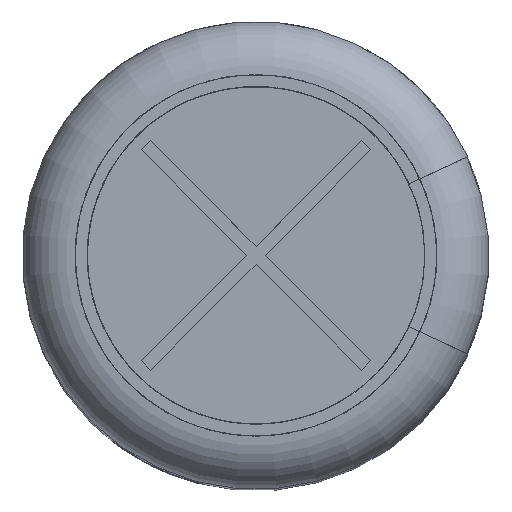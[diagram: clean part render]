
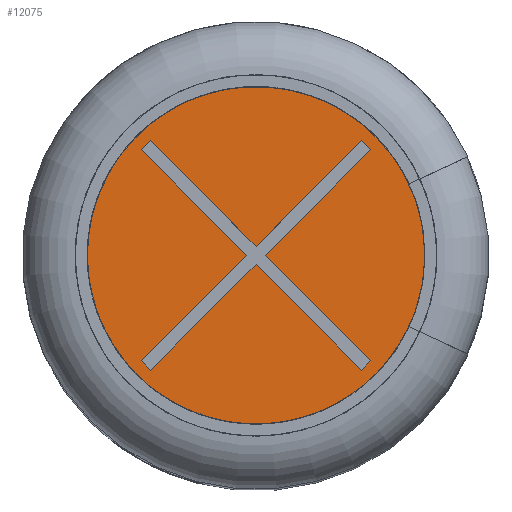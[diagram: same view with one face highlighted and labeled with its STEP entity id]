
A CAD part, top view. The second image highlights one B-rep face of the part: STEP entity #12075.
In plain terms, the highlighted planar face has unit normal (0, 0, 1).
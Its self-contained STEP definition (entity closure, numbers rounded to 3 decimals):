
#424=LINE('',#15784,#1106);
#427=LINE('',#15790,#1109);
#429=LINE('',#15794,#1111);
#431=LINE('',#15798,#1113);
#433=LINE('',#15802,#1115);
#435=LINE('',#15806,#1117);
#437=LINE('',#15810,#1119);
#439=LINE('',#15814,#1121);
#441=LINE('',#15818,#1123);
#443=LINE('',#15822,#1125);
#445=LINE('',#15826,#1127);
#447=LINE('',#15830,#1129);
#1106=VECTOR('',#13447,1000.);
#1109=VECTOR('',#13452,1000.);
#1111=VECTOR('',#13456,1000.);
#1113=VECTOR('',#13460,1000.);
#1115=VECTOR('',#13464,1000.);
#1117=VECTOR('',#13468,1000.);
#1119=VECTOR('',#13472,1000.);
#1121=VECTOR('',#13476,1000.);
#1123=VECTOR('',#13480,1000.);
#1125=VECTOR('',#13484,1000.);
#1127=VECTOR('',#13488,1000.);
#1129=VECTOR('',#13492,1000.);
#1795=PLANE('',#12627);
#2188=ORIENTED_EDGE('',*,*,#4691,.F.);
#2189=ORIENTED_EDGE('',*,*,#4672,.F.);
#2190=ORIENTED_EDGE('',*,*,#4649,.F.);
#2191=ORIENTED_EDGE('',*,*,#4652,.F.);
#2192=ORIENTED_EDGE('',*,*,#4654,.F.);
#2193=ORIENTED_EDGE('',*,*,#4656,.F.);
#2194=ORIENTED_EDGE('',*,*,#4658,.F.);
#2195=ORIENTED_EDGE('',*,*,#4660,.F.);
#2196=ORIENTED_EDGE('',*,*,#4662,.F.);
#2197=ORIENTED_EDGE('',*,*,#4664,.F.);
#2198=ORIENTED_EDGE('',*,*,#4666,.F.);
#2199=ORIENTED_EDGE('',*,*,#4668,.F.);
#2200=ORIENTED_EDGE('',*,*,#4670,.F.);
#4649=EDGE_CURVE('',#5916,#5917,#424,.T.);
#4652=EDGE_CURVE('',#5918,#5916,#427,.T.);
#4654=EDGE_CURVE('',#5919,#5918,#429,.T.);
#4656=EDGE_CURVE('',#5920,#5919,#431,.T.);
#4658=EDGE_CURVE('',#5921,#5920,#433,.T.);
#4660=EDGE_CURVE('',#5922,#5921,#435,.T.);
#4662=EDGE_CURVE('',#5923,#5922,#437,.T.);
#4664=EDGE_CURVE('',#5924,#5923,#439,.T.);
#4666=EDGE_CURVE('',#5925,#5924,#441,.T.);
#4668=EDGE_CURVE('',#5926,#5925,#443,.T.);
#4670=EDGE_CURVE('',#5927,#5926,#445,.T.);
#4672=EDGE_CURVE('',#5917,#5927,#447,.T.);
#4691=EDGE_CURVE('',#5942,#5942,#6783,.T.);
#5916=VERTEX_POINT('',#15785);
#5917=VERTEX_POINT('',#15786);
#5918=VERTEX_POINT('',#15791);
#5919=VERTEX_POINT('',#15795);
#5920=VERTEX_POINT('',#15799);
#5921=VERTEX_POINT('',#15803);
#5922=VERTEX_POINT('',#15807);
#5923=VERTEX_POINT('',#15811);
#5924=VERTEX_POINT('',#15815);
#5925=VERTEX_POINT('',#15819);
#5926=VERTEX_POINT('',#15823);
#5927=VERTEX_POINT('',#15827);
#5942=VERTEX_POINT('',#15872);
#6783=CIRCLE('',#12626,1.935);
#7101=EDGE_LOOP('',(#2188));
#7102=EDGE_LOOP('',(#2189,#2190,#2191,#2192,#2193,#2194,#2195,#2196,#2197,
#2198,#2199,#2200));
#7731=FACE_BOUND('',#7101,.T.);
#7732=FACE_BOUND('',#7102,.T.);
#12075=ADVANCED_FACE('',(#7731,#7732),#1795,.T.);
#12626=AXIS2_PLACEMENT_3D('',#15871,#13541,#13542);
#12627=AXIS2_PLACEMENT_3D('',#15873,#13543,#13544);
#13447=DIRECTION('',(-0.707,0.707,0.));
#13452=DIRECTION('',(0.707,0.707,0.));
#13456=DIRECTION('',(-0.707,0.707,0.));
#13460=DIRECTION('',(0.707,0.707,0.));
#13464=DIRECTION('',(0.707,-0.707,0.));
#13468=DIRECTION('',(0.707,0.707,0.));
#13472=DIRECTION('',(0.707,-0.707,0.));
#13476=DIRECTION('',(-0.707,-0.707,0.));
#13480=DIRECTION('',(0.707,-0.707,0.));
#13484=DIRECTION('',(-0.707,-0.707,0.));
#13488=DIRECTION('',(-0.707,0.707,0.));
#13492=DIRECTION('',(-0.707,-0.707,0.));
#13541=DIRECTION('',(0.,0.,-1.));
#13542=DIRECTION('',(-1.,0.,0.));
#13543=DIRECTION('',(0.,0.,1.));
#13544=DIRECTION('',(1.,0.,0.));
#15784=CARTESIAN_POINT('',(1.128,1.227,10.78));
#15785=CARTESIAN_POINT('',(1.227,1.128,10.78));
#15786=CARTESIAN_POINT('',(1.128,1.227,10.78));
#15790=CARTESIAN_POINT('',(0.099,0.,10.78));
#15791=CARTESIAN_POINT('',(0.099,0.,10.78));
#15794=CARTESIAN_POINT('',(0.099,0.,10.78));
#15795=CARTESIAN_POINT('',(1.227,-1.128,10.78));
#15798=CARTESIAN_POINT('',(1.128,-1.227,10.78));
#15799=CARTESIAN_POINT('',(1.128,-1.227,10.78));
#15802=CARTESIAN_POINT('',(0.,-0.099,10.78));
#15803=CARTESIAN_POINT('',(0.,-0.099,10.78));
#15806=CARTESIAN_POINT('',(0.,-0.099,10.78));
#15807=CARTESIAN_POINT('',(-1.128,-1.227,10.78));
#15810=CARTESIAN_POINT('',(-1.227,-1.128,10.78));
#15811=CARTESIAN_POINT('',(-1.227,-1.128,10.78));
#15814=CARTESIAN_POINT('',(-0.099,0.,10.78));
#15815=CARTESIAN_POINT('',(-0.099,0.,10.78));
#15818=CARTESIAN_POINT('',(-0.099,0.,10.78));
#15819=CARTESIAN_POINT('',(-1.227,1.128,10.78));
#15822=CARTESIAN_POINT('',(-1.227,1.128,10.78));
#15823=CARTESIAN_POINT('',(-1.128,1.227,10.78));
#15826=CARTESIAN_POINT('',(0.,0.099,10.78));
#15827=CARTESIAN_POINT('',(0.,0.099,10.78));
#15830=CARTESIAN_POINT('',(0.,0.099,10.78));
#15871=CARTESIAN_POINT('',(0.,0.,10.78));
#15872=CARTESIAN_POINT('',(-1.935,0.,10.78));
#15873=CARTESIAN_POINT('',(-1.935,0.,10.78));
